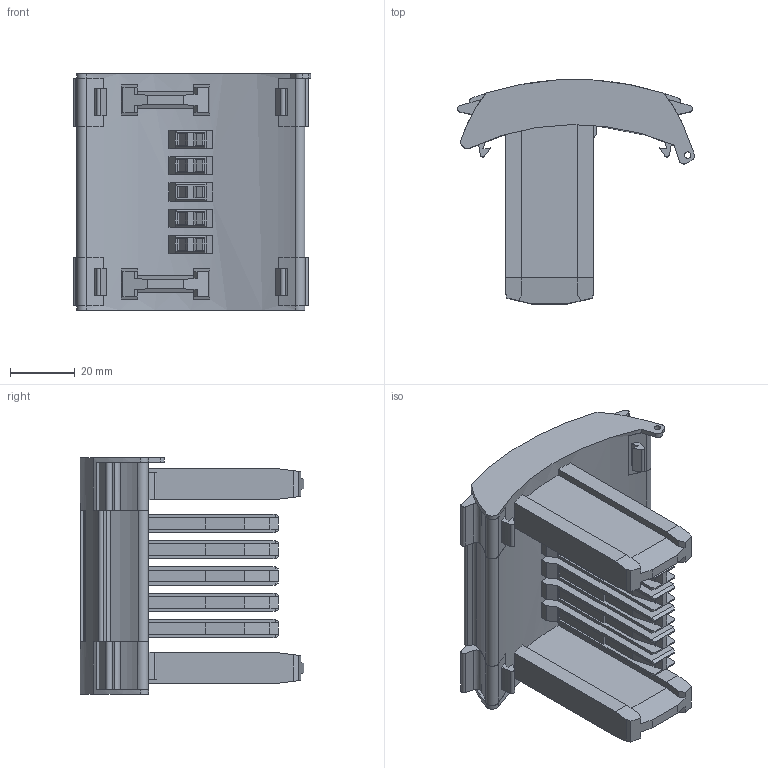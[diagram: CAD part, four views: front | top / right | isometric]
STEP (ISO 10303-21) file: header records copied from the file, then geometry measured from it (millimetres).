
FILE_DESCRIPTION(('SolidDesigner STEP Export'),'2;1');
FILE_NAME('3069271_FWP_4_1-select.stp','2014-05-28T 7:07:47',(''),(''),'Creo Elements/Direct Modeling STEP processor for AP214 (Solid Model)','Creo Elements/Direct Modeling 18.1B 29-Sep-2012 (C) Parametric Technology GmbH','');
FILE_SCHEMA(('AUTOMOTIVE_DESIGN { 1 0 10303 214 1 1 1 1 }'));
Length unit declared in the file: millimetre
Products named in the file (2): 3069271_FWP_4_1-select
Assembly tree (1 placements, depth 2):
  3069271_FWP_4_1-select
    3069271_FWP_4_1-select
Bounding box: 73.52 x 69.33 x 73.35 mm (x, y, z)
Volume: 97567.6 mm3; surface area: 33456.9 mm2
Topology: 1 solids, 1 shells, 375 faces, 1040 edges, 680 vertices
Faces by surface type: plane 322, cylinder 53
Entity records: 14659 total; most frequent: CARTESIAN_POINT 2143, ORIENTED_EDGE 2080, DIRECTION 1832, EDGE_CURVE 1040, VECTOR 838, LINE 838, VERTEX_POINT 680, AXIS2_PLACEMENT_3D 497
